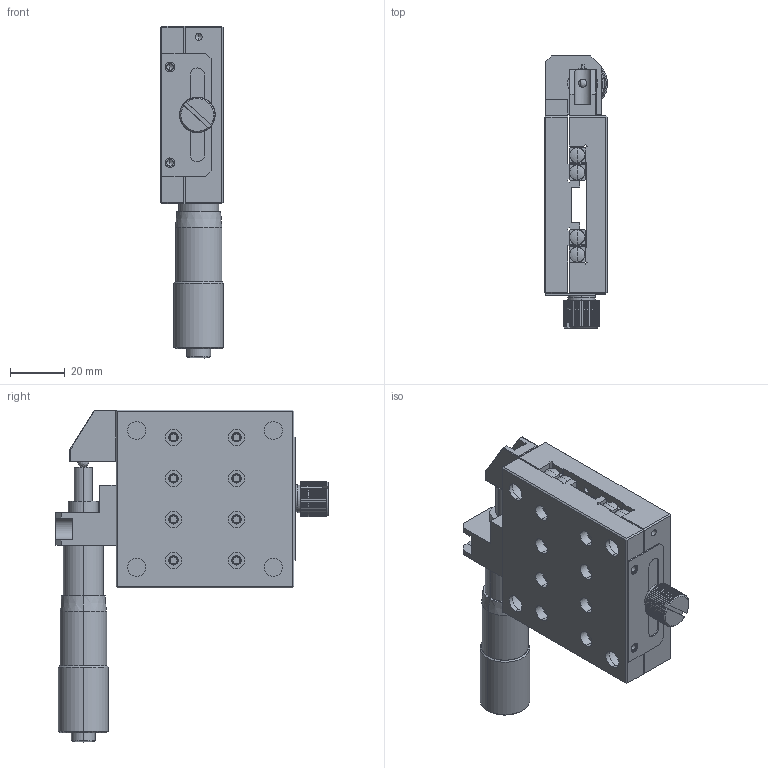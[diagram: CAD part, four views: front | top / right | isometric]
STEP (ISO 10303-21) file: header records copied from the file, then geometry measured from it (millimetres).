
FILE_DESCRIPTION (( 'STEP AP203' ), '1' );
FILE_NAME ('516316.STEP', '2025-07-08T07:33:01', ( '' ), ( '' ), 'SwSTEP 2.0', 'SolidWorks 2020', '' );
FILE_SCHEMA (( 'CONFIG_CONTROL_DESIGN' ));
Length unit declared in the file: millimetre
Products named in the file (1): 516316
Bounding box: 23.1 x 99.5 x 121.39 mm (x, y, z)
Volume: 102268.1 mm3; surface area: 54008.1 mm2
Topology: 16 solids, 16 shells, 1279 faces, 3393 edges, 2116 vertices
Faces by surface type: plane 564, cylinder 413, cone 277, torus 16, bspline 9
Entity records: 39808 total; most frequent: CARTESIAN_POINT 7800, DIRECTION 6713, ORIENTED_EDGE 6622, EDGE_CURVE 3311, AXIS2_PLACEMENT_3D 2399, VERTEX_POINT 2116, LINE 1915, VECTOR 1915
